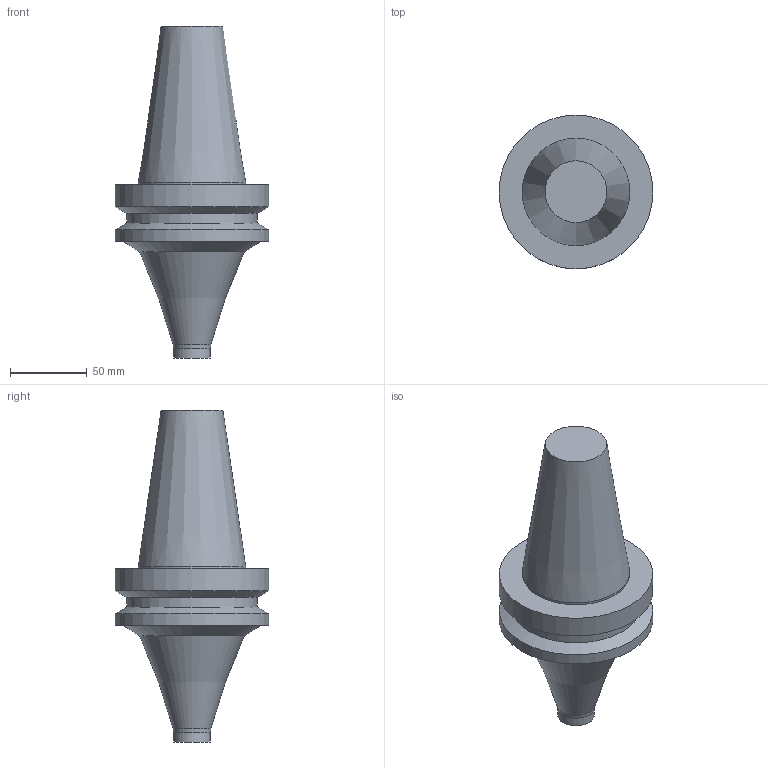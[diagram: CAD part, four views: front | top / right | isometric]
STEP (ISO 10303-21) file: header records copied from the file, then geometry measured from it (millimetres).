
FILE_DESCRIPTION((''),'1');
FILE_NAME('BBT50-CG24-114.stp','2014-05-07T06:17:53',(''),(''),'Spatial Interop R18','Kubotek KeyCreator V8.5.1 (14335)',' ');
FILE_SCHEMA(('CONFIG_CONTROL_DESIGN'));
Length unit declared in the file: millimetre
Products named in the file (1): 1
Bounding box: 100 x 100 x 215.8 mm (x, y, z)
Volume: 655902.2 mm3; surface area: 51700.2 mm2
Topology: 1 solids, 1 shells, 15 faces, 25 edges, 14 vertices
Faces by surface type: cone 5, cylinder 5, plane 4, torus 1
Full cylindrical faces by diameter (mm): 24 x1, 69.85 x1, 85 x1, 100 x2
Entity records: 338 total; most frequent: DIRECTION 60, CARTESIAN_POINT 44, AXIS2_PLACEMENT_3D 30, EDGE_LOOP 28, ORIENTED_EDGE 28, FACE_BOUND 24, ADVANCED_FACE 15, EDGE_CURVE 14
